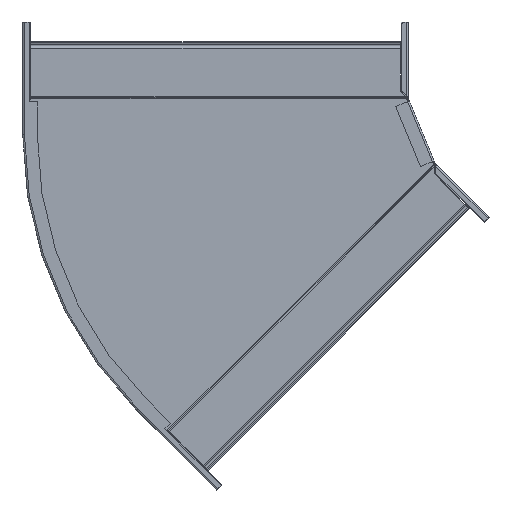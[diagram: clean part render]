
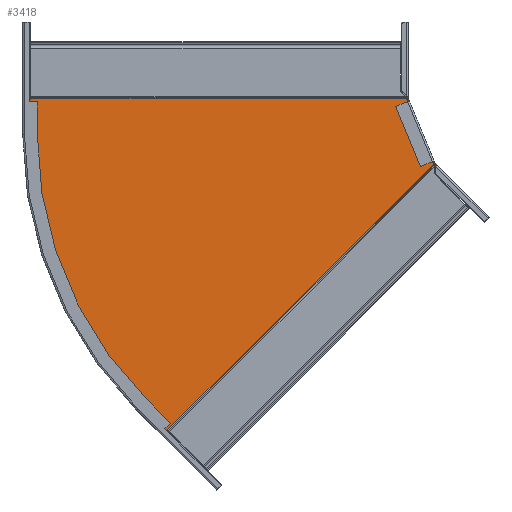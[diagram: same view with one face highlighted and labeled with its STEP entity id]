
A CAD part, front view. The second image highlights one B-rep face of the part: STEP entity #3418.
In plain terms, the highlighted planar face has unit normal (0, -1, 0).
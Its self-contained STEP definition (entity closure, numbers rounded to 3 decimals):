
#29 = VERTEX_POINT ( 'NONE', #5526 ) ;
#161 = DIRECTION ( 'NONE',  ( 0., 1., 0. ) ) ;
#198 = EDGE_CURVE ( 'NONE', #5152, #4298, #1177, .T. ) ;
#240 = VECTOR ( 'NONE', #4306, 1000. ) ;
#293 = DIRECTION ( 'NONE',  ( 0., -1., 0. ) ) ;
#325 = AXIS2_PLACEMENT_3D ( 'NONE', #4143, #161, #1497 ) ;
#421 = LINE ( 'NONE', #4371, #2546 ) ;
#425 = CARTESIAN_POINT ( 'NONE',  ( -399.639, -1., 32.928 ) ) ;
#512 = VECTOR ( 'NONE', #4928, 1000. ) ;
#540 = CARTESIAN_POINT ( 'NONE',  ( -259.304, -1., -305.871 ) ) ;
#550 = DIRECTION ( 'NONE',  ( 0., 0., 1. ) ) ;
#561 = DIRECTION ( 'NONE',  ( 0.383, 0., -0.924 ) ) ;
#593 = ORIENTED_EDGE ( 'NONE', *, *, #1842, .T. ) ;
#611 = VERTEX_POINT ( 'NONE', #1656 ) ;
#653 = DIRECTION ( 'NONE',  ( -0.707, 0., -0.707 ) ) ;
#680 = CARTESIAN_POINT ( 'NONE',  ( -399.639, -1., 33.574 ) ) ;
#706 = VECTOR ( 'NONE', #2416, 1000. ) ;
#732 = VERTEX_POINT ( 'NONE', #4355 ) ;
#922 = DIRECTION ( 'NONE',  ( 0., 0., -1. ) ) ;
#1070 = ORIENTED_EDGE ( 'NONE', *, *, #198, .T. ) ;
#1099 = VERTEX_POINT ( 'NONE', #540 ) ;
#1119 = VERTEX_POINT ( 'NONE', #680 ) ;
#1133 = ORIENTED_EDGE ( 'NONE', *, *, #5408, .F. ) ;
#1177 = LINE ( 'NONE', #2060, #2957 ) ;
#1225 = EDGE_CURVE ( 'NONE', #4435, #29, #5312, .T. ) ;
#1369 = VECTOR ( 'NONE', #550, 1000. ) ;
#1432 = LINE ( 'NONE', #4865, #3174 ) ;
#1470 = VECTOR ( 'NONE', #2533, 1000. ) ;
#1476 = LINE ( 'NONE', #2770, #2788 ) ;
#1497 = DIRECTION ( 'NONE',  ( 0., 0., -1. ) ) ;
#1551 = ORIENTED_EDGE ( 'NONE', *, *, #4144, .F. ) ;
#1568 = CARTESIAN_POINT ( 'NONE',  ( -7.889, -1., -3.268 ) ) ;
#1585 = LINE ( 'NONE', #4549, #4846 ) ;
#1656 = CARTESIAN_POINT ( 'NONE',  ( -263.9, -1., -310.467 ) ) ;
#1802 = CARTESIAN_POINT ( 'NONE',  ( -13.639, -1., 32.928 ) ) ;
#1814 = VECTOR ( 'NONE', #653, 1000. ) ;
#1840 = EDGE_CURVE ( 'NONE', #2904, #1119, #1476, .T. ) ;
#1842 = EDGE_CURVE ( 'NONE', #732, #3769, #1585, .T. ) ;
#1857 = EDGE_CURVE ( 'NONE', #4435, #611, #2410, .T. ) ;
#1918 = AXIS2_PLACEMENT_3D ( 'NONE', #1568, #293, #3677 ) ;
#1935 = DIRECTION ( 'NONE',  ( -0.707, 0., 0.707 ) ) ;
#1984 = DIRECTION ( 'NONE',  ( -1., 0., 0. ) ) ;
#2033 = CARTESIAN_POINT ( 'NONE',  ( -263.9, -1., -310.467 ) ) ;
#2060 = CARTESIAN_POINT ( 'NONE',  ( -406.139, -1., 32.928 ) ) ;
#2218 = ORIENTED_EDGE ( 'NONE', *, *, #1857, .T. ) ;
#2273 = CARTESIAN_POINT ( 'NONE',  ( -13.639, -1., 33.574 ) ) ;
#2282 = ORIENTED_EDGE ( 'NONE', *, *, #4185, .F. ) ;
#2410 = LINE ( 'NONE', #2468, #512 ) ;
#2416 = DIRECTION ( 'NONE',  ( -0.707, 0., 0.707 ) ) ;
#2421 = FACE_OUTER_BOUND ( 'NONE', #5079, .T. ) ;
#2468 = CARTESIAN_POINT ( 'NONE',  ( -289.494, -1., -284.873 ) ) ;
#2503 = CARTESIAN_POINT ( 'NONE',  ( 18.162, -1., -29.318 ) ) ;
#2533 = DIRECTION ( 'NONE',  ( -0.707, 0., -0.707 ) ) ;
#2546 = VECTOR ( 'NONE', #922, 1000. ) ;
#2566 = ORIENTED_EDGE ( 'NONE', *, *, #1840, .T. ) ;
#2721 = LINE ( 'NONE', #3938, #1369 ) ;
#2767 = CARTESIAN_POINT ( 'NONE',  ( -289.494, -1., -284.873 ) ) ;
#2770 = CARTESIAN_POINT ( 'NONE',  ( -7.889, -1., 33.574 ) ) ;
#2788 = VECTOR ( 'NONE', #1984, 1000. ) ;
#2834 = CARTESIAN_POINT ( 'NONE',  ( -222.181, -1., -342.994 ) ) ;
#2892 = ORIENTED_EDGE ( 'NONE', *, *, #1225, .F. ) ;
#2904 = VERTEX_POINT ( 'NONE', #2273 ) ;
#2957 = VECTOR ( 'NONE', #5510, 1000. ) ;
#3038 = ORIENTED_EDGE ( 'NONE', *, *, #4793, .F. ) ;
#3075 = EDGE_CURVE ( 'NONE', #1119, #5152, #421, .T. ) ;
#3174 = VECTOR ( 'NONE', #561, 1000. ) ;
#3374 = ORIENTED_EDGE ( 'NONE', *, *, #3075, .T. ) ;
#3415 = CARTESIAN_POINT ( 'NONE',  ( -13.639, -1., 32.928 ) ) ;
#3418 = ADVANCED_FACE ( 'NONE', ( #2421 ), #5444, .T. ) ;
#3638 = VERTEX_POINT ( 'NONE', #4300 ) ;
#3655 = ORIENTED_EDGE ( 'NONE', *, *, #3835, .F. ) ;
#3677 = DIRECTION ( 'NONE',  ( 0., 0., -1. ) ) ;
#3740 = LINE ( 'NONE', #2503, #1470 ) ;
#3769 = VERTEX_POINT ( 'NONE', #3942 ) ;
#3835 = EDGE_CURVE ( 'NONE', #3638, #1099, #4077, .T. ) ;
#3938 = CARTESIAN_POINT ( 'NONE',  ( -406.139, -1., -3.268 ) ) ;
#3942 = CARTESIAN_POINT ( 'NONE',  ( 13.639, -1., -32.928 ) ) ;
#4008 = LINE ( 'NONE', #1802, #240 ) ;
#4043 = CARTESIAN_POINT ( 'NONE',  ( -406.139, -1., 32.928 ) ) ;
#4076 = VERTEX_POINT ( 'NONE', #3415 ) ;
#4077 = LINE ( 'NONE', #2834, #706 ) ;
#4143 = CARTESIAN_POINT ( 'NONE',  ( -7.889, -1., -3.268 ) ) ;
#4144 = EDGE_CURVE ( 'NONE', #2904, #4076, #4008, .T. ) ;
#4148 = ORIENTED_EDGE ( 'NONE', *, *, #4292, .F. ) ;
#4185 = EDGE_CURVE ( 'NONE', #4076, #3769, #1432, .T. ) ;
#4292 = EDGE_CURVE ( 'NONE', #29, #4298, #2721, .T. ) ;
#4298 = VERTEX_POINT ( 'NONE', #4043 ) ;
#4300 = CARTESIAN_POINT ( 'NONE',  ( -258.847, -1., -306.328 ) ) ;
#4306 = DIRECTION ( 'NONE',  ( 0., 0., -1. ) ) ;
#4355 = CARTESIAN_POINT ( 'NONE',  ( 14.096, -1., -33.384 ) ) ;
#4371 = CARTESIAN_POINT ( 'NONE',  ( -399.639, -1., 85.428 ) ) ;
#4435 = VERTEX_POINT ( 'NONE', #2767 ) ;
#4549 = CARTESIAN_POINT ( 'NONE',  ( 13.639, -1., -32.928 ) ) ;
#4646 = LINE ( 'NONE', #2033, #1814 ) ;
#4793 = EDGE_CURVE ( 'NONE', #732, #3638, #3740, .T. ) ;
#4846 = VECTOR ( 'NONE', #1935, 1000. ) ;
#4865 = CARTESIAN_POINT ( 'NONE',  ( -8.802, -1., 21.249 ) ) ;
#4928 = DIRECTION ( 'NONE',  ( 0.707, 0., -0.707 ) ) ;
#5079 = EDGE_LOOP ( 'NONE', ( #1551, #2566, #3374, #1070, #4148, #2892, #2218, #1133, #3655, #3038, #593, #2282 ) ) ;
#5152 = VERTEX_POINT ( 'NONE', #425 ) ;
#5312 = CIRCLE ( 'NONE', #325, 398.25 ) ;
#5408 = EDGE_CURVE ( 'NONE', #1099, #611, #4646, .T. ) ;
#5444 = PLANE ( 'NONE',  #1918 ) ;
#5510 = DIRECTION ( 'NONE',  ( -1., 0., 0. ) ) ;
#5526 = CARTESIAN_POINT ( 'NONE',  ( -406.139, -1., -3.268 ) ) ;
